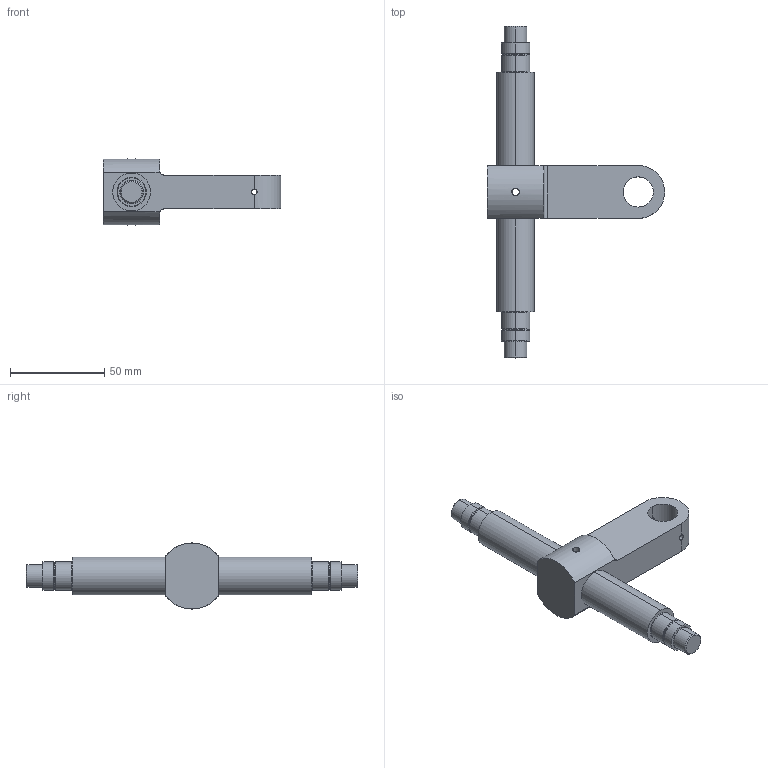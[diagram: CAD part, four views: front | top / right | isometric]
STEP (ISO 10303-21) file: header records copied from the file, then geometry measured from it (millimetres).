
FILE_DESCRIPTION (( 'STEP AP214' ), '1' );
FILE_NAME ('diff_shaft.STEP', '2025-04-30T20:17:56', ( '' ), ( '' ), 'SwSTEP 2.0', 'SolidWorks 2024', '' );
FILE_SCHEMA (( 'AUTOMOTIVE_DESIGN' ));
Length unit declared in the file: millimetre
Products named in the file (3): BLKS001-diff_shaft; universal_joint_male_new; diff_shaft
Assembly tree (2 placements, depth 2):
  diff_shaft
    BLKS001-diff_shaft
    universal_joint_male_new
Bounding box: 94 x 176 x 35 mm (x, y, z)
Volume: 91081.3 mm3; surface area: 23219.1 mm2
Topology: 2 solids, 2 shells, 74 faces, 178 edges, 108 vertices
Faces by surface type: cylinder 37, plane 17, torus 16, cone 4
Entity records: 2716 total; most frequent: CARTESIAN_POINT 859, DIRECTION 402, ORIENTED_EDGE 356, EDGE_CURVE 178, AXIS2_PLACEMENT_3D 171, VERTEX_POINT 108, CIRCLE 92, EDGE_LOOP 88
